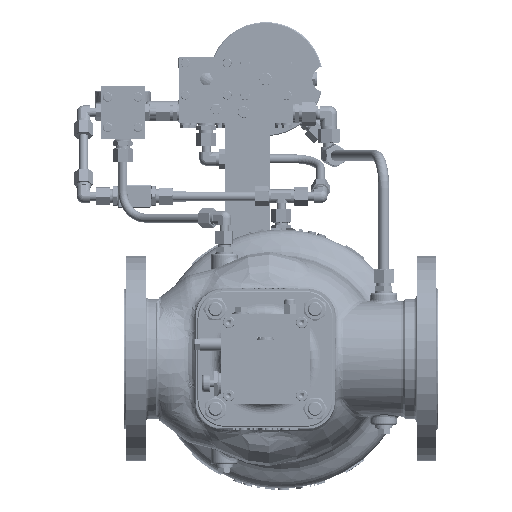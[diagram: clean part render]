
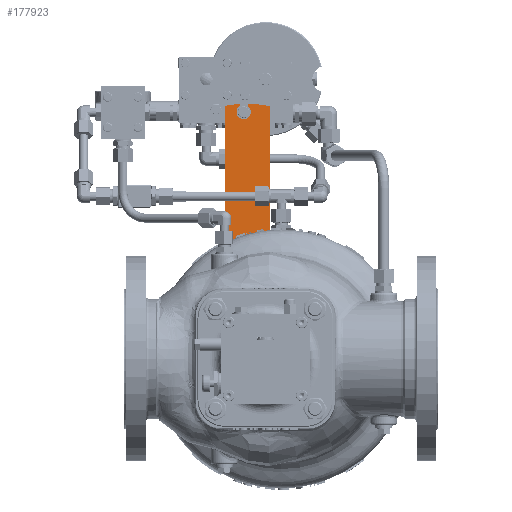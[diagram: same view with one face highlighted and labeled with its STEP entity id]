
A CAD part, front view. The second image highlights one B-rep face of the part: STEP entity #177923.
In plain terms, the highlighted planar face has unit normal (0, -1, 0).
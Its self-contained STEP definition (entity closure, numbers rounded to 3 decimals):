
#2024 = DIRECTION ( 'NONE',  ( 0., 1., 0. ) ) ;
#2440 = FACE_OUTER_BOUND ( 'NONE', #87247, .T. ) ;
#2600 = AXIS2_PLACEMENT_3D ( 'NONE', #292985, #2024, #24732 ) ;
#17051 = DIRECTION ( 'NONE',  ( 0., 0., 1. ) ) ;
#17962 = DIRECTION ( 'NONE',  ( 0., -1., 0. ) ) ;
#18422 = AXIS2_PLACEMENT_3D ( 'NONE', #179767, #91596, #116237 ) ;
#22332 = VECTOR ( 'NONE', #123368, 1000. ) ;
#24732 = DIRECTION ( 'NONE',  ( 0., 0., 1. ) ) ;
#34670 = CIRCLE ( 'NONE', #148815, 4.5 ) ;
#36752 = ORIENTED_EDGE ( 'NONE', *, *, #58050, .T. ) ;
#41571 = EDGE_CURVE ( 'Defeature ausgef�hrt1_689+Defeature ausgef�hrt1_595+Defeature ausgef�hrt1_597+Defeature ausgef�hrt1_594', #183351, #55661, #119065, .T. ) ;
#45217 = PLANE ( 'NONE',  #18422 ) ;
#55661 = VERTEX_POINT ( 'NONE', #103612 ) ;
#58050 = EDGE_CURVE ( 'Defeature ausgef�hrt1_689+Defeature ausgef�hrt1_594+Defeature ausgef�hrt1_595+Defeature ausgef�hrt1_593', #74904, #103974, #124346, .T. ) ;
#62266 = VERTEX_POINT ( 'NONE', #68782 ) ;
#63401 = DIRECTION ( 'NONE',  ( 1., 0., 0. ) ) ;
#66972 = DIRECTION ( 'NONE',  ( 0., 0., 1. ) ) ;
#68782 = CARTESIAN_POINT ( 'NONE',  ( -28.745, 163., 286.068 ) ) ;
#71100 = AXIS2_PLACEMENT_3D ( 'NONE', #284521, #286452, #265669 ) ;
#74829 = CARTESIAN_POINT ( 'NONE',  ( -21.245, 163., 161.293 ) ) ;
#74904 = VERTEX_POINT ( 'NONE', #236795 ) ;
#84518 = CARTESIAN_POINT ( 'NONE',  ( -19.745, 163., 286.284 ) ) ;
#87247 = EDGE_LOOP ( 'NONE', ( #287121, #255838, #113100, #141802, #275565, #245968, #36752, #240176, #169442 ) ) ;
#91596 = DIRECTION ( 'NONE',  ( 0., -1., 0. ) ) ;
#99002 = DIRECTION ( 'NONE',  ( 0., 0., -1. ) ) ;
#103236 = CARTESIAN_POINT ( 'NONE',  ( 5.255, 163., 142.431 ) ) ;
#103612 = CARTESIAN_POINT ( 'NONE',  ( -19.745, 163., 273.784 ) ) ;
#103974 = VERTEX_POINT ( 'NONE', #107814 ) ;
#107814 = CARTESIAN_POINT ( 'NONE',  ( -28.745, 163., 273.784 ) ) ;
#113100 = ORIENTED_EDGE ( 'NONE', *, *, #138615, .T. ) ;
#116237 = DIRECTION ( 'NONE',  ( 0., 0., 1. ) ) ;
#118115 = CIRCLE ( 'NONE', #71100, 125. ) ;
#119065 = LINE ( 'NONE', #259323, #161734 ) ;
#123368 = DIRECTION ( 'NONE',  ( 0., 0., -1. ) ) ;
#124346 = CIRCLE ( 'NONE', #2600, 4.5 ) ;
#126014 = EDGE_CURVE ( 'Defeature ausgef�hrt1_689+Defeature ausgef�hrt1_694+Defeature ausgef�hrt1_598+Defeature ausgef�hrt1_813', #289019, #255969, #209796, .T. ) ;
#129756 = DIRECTION ( 'NONE',  ( 0., 1., 0. ) ) ;
#131001 = EDGE_CURVE ( 'Defeature ausgef�hrt1_813+Defeature ausgef�hrt1_689+Defeature ausgef�hrt1_814+Defeature ausgef�hrt1_814', #261610, #255969, #247198, .T. ) ;
#138615 = EDGE_CURVE ( 'Defeature ausgef�hrt1_689+Defeature ausgef�hrt1_691+Defeature ausgef�hrt1_813+Defeature ausgef�hrt1_597', #261610, #209612, #238577, .T. ) ;
#141802 = ORIENTED_EDGE ( 'NONE', *, *, #230759, .T. ) ;
#146685 = CARTESIAN_POINT ( 'NONE',  ( -44.745, 163., 128.499 ) ) ;
#146740 = VECTOR ( 'NONE', #66972, 1000. ) ;
#148815 = AXIS2_PLACEMENT_3D ( 'NONE', #287137, #129756, #17051 ) ;
#152471 = CARTESIAN_POINT ( 'NONE',  ( 18., 163., 0. ) ) ;
#154893 = DIRECTION ( 'NONE',  ( 0., 0., 1. ) ) ;
#158520 = EDGE_CURVE ( 'Defeature ausgef�hrt1_689+Defeature ausgef�hrt1_594+Defeature ausgef�hrt1_595+Defeature ausgef�hrt1_593', #55661, #74904, #34670, .T. ) ;
#158908 = CARTESIAN_POINT ( 'NONE',  ( -28.745, 163., 273.784 ) ) ;
#161734 = VECTOR ( 'NONE', #99002, 1000. ) ;
#167980 = LINE ( 'NONE', #158908, #146740 ) ;
#169442 = ORIENTED_EDGE ( 'NONE', *, *, #262819, .T. ) ;
#177923 = ADVANCED_FACE ( 'Defeature ausgef�hrt1_689', ( #2440 ), #45217, .T. ) ;
#178388 = VECTOR ( 'NONE', #154893, 1000. ) ;
#179767 = CARTESIAN_POINT ( 'NONE',  ( -21.245, 163., 161.293 ) ) ;
#183351 = VERTEX_POINT ( 'NONE', #84518 ) ;
#189582 = DIRECTION ( 'NONE',  ( 0., -1., 0. ) ) ;
#209612 = VERTEX_POINT ( 'NONE', #259329 ) ;
#209796 = LINE ( 'NONE', #216320, #22332 ) ;
#216320 = CARTESIAN_POINT ( 'NONE',  ( -44.745, 163., 101.284 ) ) ;
#222130 = CARTESIAN_POINT ( 'NONE',  ( 5.255, 163., 107.284 ) ) ;
#230759 = EDGE_CURVE ( 'Defeature ausgef�hrt1_689+Defeature ausgef�hrt1_597+Defeature ausgef�hrt1_691+Defeature ausgef�hrt1_595', #209612, #183351, #290616, .T. ) ;
#236795 = CARTESIAN_POINT ( 'NONE',  ( -24.245, 163., 269.284 ) ) ;
#238577 = LINE ( 'NONE', #222130, #178388 ) ;
#240176 = ORIENTED_EDGE ( 'NONE', *, *, #271456, .T. ) ;
#245968 = ORIENTED_EDGE ( 'NONE', *, *, #158520, .T. ) ;
#247198 = CIRCLE ( 'NONE', #263236, 143. ) ;
#253145 = CARTESIAN_POINT ( 'NONE',  ( -44.745, 163., 284.064 ) ) ;
#255838 = ORIENTED_EDGE ( 'NONE', *, *, #131001, .F. ) ;
#255969 = VERTEX_POINT ( 'NONE', #146685 ) ;
#259323 = CARTESIAN_POINT ( 'NONE',  ( -19.745, 163., 273.784 ) ) ;
#259329 = CARTESIAN_POINT ( 'NONE',  ( 5.255, 163., 283.452 ) ) ;
#261610 = VERTEX_POINT ( 'NONE', #103236 ) ;
#262819 = EDGE_CURVE ( 'Defeature ausgef�hrt1_689+Defeature ausgef�hrt1_598+Defeature ausgef�hrt1_593+Defeature ausgef�hrt1_694', #62266, #289019, #118115, .T. ) ;
#263236 = AXIS2_PLACEMENT_3D ( 'NONE', #152471, #17962, #63401 ) ;
#265669 = DIRECTION ( 'NONE',  ( 0., 0., 1. ) ) ;
#271456 = EDGE_CURVE ( 'Defeature ausgef�hrt1_689+Defeature ausgef�hrt1_593+Defeature ausgef�hrt1_594+Defeature ausgef�hrt1_598', #103974, #62266, #167980, .T. ) ;
#275565 = ORIENTED_EDGE ( 'NONE', *, *, #41571, .T. ) ;
#280677 = DIRECTION ( 'NONE',  ( 0., 0., 1. ) ) ;
#284521 = CARTESIAN_POINT ( 'NONE',  ( -21.245, 163., 161.293 ) ) ;
#286452 = DIRECTION ( 'NONE',  ( 0., -1., 0. ) ) ;
#287121 = ORIENTED_EDGE ( 'NONE', *, *, #126014, .T. ) ;
#287137 = CARTESIAN_POINT ( 'NONE',  ( -24.245, 163., 273.784 ) ) ;
#287976 = AXIS2_PLACEMENT_3D ( 'NONE', #74829, #189582, #280677 ) ;
#289019 = VERTEX_POINT ( 'NONE', #253145 ) ;
#290616 = CIRCLE ( 'NONE', #287976, 125. ) ;
#292985 = CARTESIAN_POINT ( 'NONE',  ( -24.245, 163., 273.784 ) ) ;
